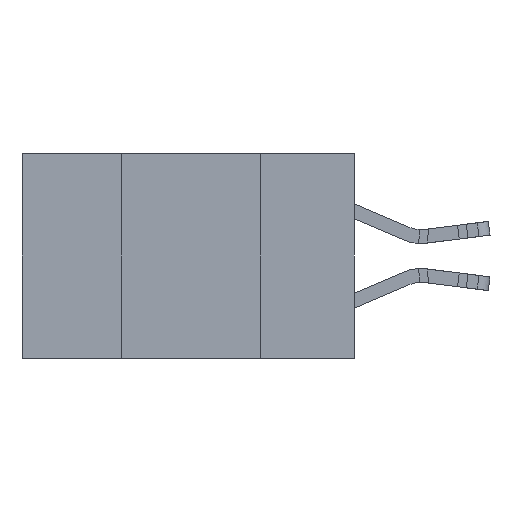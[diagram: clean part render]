
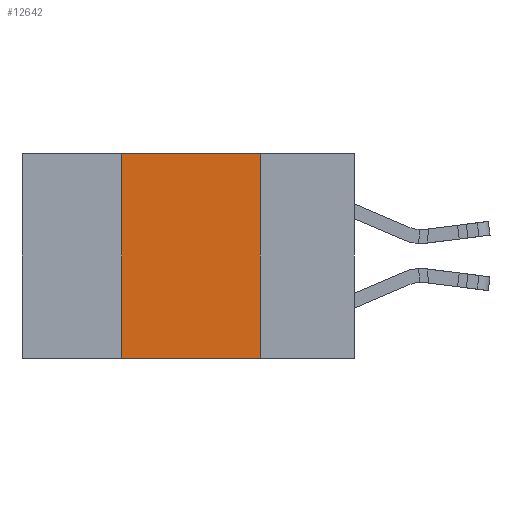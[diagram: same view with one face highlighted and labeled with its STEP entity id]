
A CAD part, left-side view. The second image highlights one B-rep face of the part: STEP entity #12642.
In plain terms, the highlighted planar face has unit normal (-1, 0, 0).
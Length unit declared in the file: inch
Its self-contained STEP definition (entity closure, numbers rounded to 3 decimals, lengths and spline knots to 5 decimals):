
#125 = DIRECTION ( 'NONE',  ( 0., -1., 0. ) ) ;
#460 = CARTESIAN_POINT ( 'NONE',  ( 0., 0.6, 0. ) ) ;
#842 = CARTESIAN_POINT ( 'NONE',  ( 0., 0.17, -0.37 ) ) ;
#980 = CARTESIAN_POINT ( 'NONE',  ( 0., 0.42, 0. ) ) ;
#2865 = CARTESIAN_POINT ( 'NONE',  ( 0., 0.17, 0. ) ) ;
#3188 = FACE_OUTER_BOUND ( 'NONE', #29137, .T. ) ;
#3639 = CARTESIAN_POINT ( 'NONE',  ( 0., 0.17, 0. ) ) ;
#3926 = EDGE_CURVE ( 'NONE', #12596, #8511, #15508, .T. ) ;
#6372 = VECTOR ( 'NONE', #24739, 39.37008 ) ;
#7919 = VECTOR ( 'NONE', #125, 39.37008 ) ;
#8106 = PLANE ( 'NONE',  #17002 ) ;
#8511 = VERTEX_POINT ( 'NONE', #3639 ) ;
#9116 = VECTOR ( 'NONE', #15669, 39.37008 ) ;
#10644 = DIRECTION ( 'NONE',  ( 0., 0., -1. ) ) ;
#12596 = VERTEX_POINT ( 'NONE', #28218 ) ;
#12642 = ADVANCED_FACE ( 'NONE', ( #3188 ), #8106, .F. ) ;
#12747 = CARTESIAN_POINT ( 'NONE',  ( 0., 0.42, -0.37 ) ) ;
#14179 = VERTEX_POINT ( 'NONE', #12747 ) ;
#14651 = EDGE_CURVE ( 'NONE', #14179, #31949, #25898, .T. ) ;
#15508 = LINE ( 'NONE', #460, #7919 ) ;
#15669 = DIRECTION ( 'NONE',  ( 0., 0., -1. ) ) ;
#17002 = AXIS2_PLACEMENT_3D ( 'NONE', #28334, #25907, #10644 ) ;
#21488 = EDGE_CURVE ( 'NONE', #14179, #12596, #29518, .T. ) ;
#21528 = DIRECTION ( 'NONE',  ( 0., 0., 1. ) ) ;
#22013 = VECTOR ( 'NONE', #21528, 39.37008 ) ;
#22193 = CARTESIAN_POINT ( 'NONE',  ( 0., 0.6, -0.37 ) ) ;
#22547 = ORIENTED_EDGE ( 'NONE', *, *, #23184, .F. ) ;
#23184 = EDGE_CURVE ( 'NONE', #8511, #31949, #29380, .T. ) ;
#23667 = ORIENTED_EDGE ( 'NONE', *, *, #21488, .F. ) ;
#24739 = DIRECTION ( 'NONE',  ( 0., -1., 0. ) ) ;
#25898 = LINE ( 'NONE', #22193, #6372 ) ;
#25907 = DIRECTION ( 'NONE',  ( 1., 0., 0. ) ) ;
#28218 = CARTESIAN_POINT ( 'NONE',  ( 0., 0.42, 0. ) ) ;
#28334 = CARTESIAN_POINT ( 'NONE',  ( 0., 0.6, 0. ) ) ;
#29137 = EDGE_LOOP ( 'NONE', ( #22547, #29244, #23667, #30379 ) ) ;
#29244 = ORIENTED_EDGE ( 'NONE', *, *, #3926, .F. ) ;
#29380 = LINE ( 'NONE', #2865, #9116 ) ;
#29518 = LINE ( 'NONE', #980, #22013 ) ;
#30379 = ORIENTED_EDGE ( 'NONE', *, *, #14651, .T. ) ;
#31949 = VERTEX_POINT ( 'NONE', #842 ) ;
